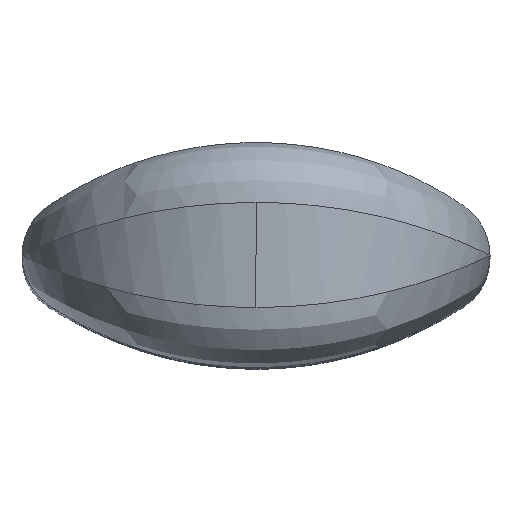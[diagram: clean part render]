
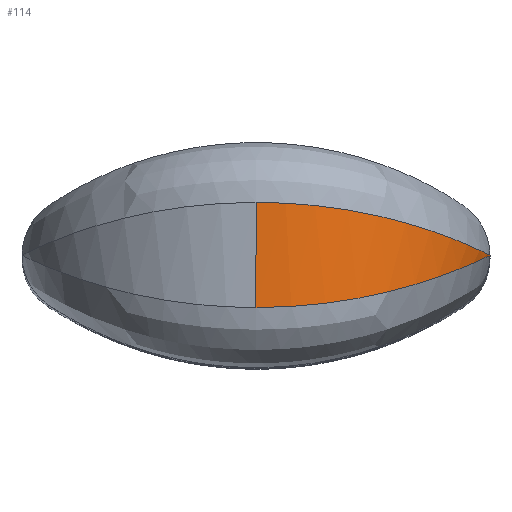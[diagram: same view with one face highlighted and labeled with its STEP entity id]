
A CAD part, top view. The second image highlights one B-rep face of the part: STEP entity #114.
In plain terms, the highlighted cylindrical face has radius 12.5 mm (diameter 25 mm), a partial arc.
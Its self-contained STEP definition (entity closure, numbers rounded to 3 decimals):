
#114=ADVANCED_FACE('NONE',(#260),#261,.T.);
#260=FACE_OUTER_BOUND('',#749,.T.);
#261=CYLINDRICAL_SURFACE('',#750,12.5);
#749=EDGE_LOOP('',(#2157,#2158,#2159));
#750=AXIS2_PLACEMENT_3D('',#2160,#2161,#2162);
#2157=ORIENTED_EDGE('',*,*,#2441,.F.);
#2158=ORIENTED_EDGE('',*,*,#2478,.T.);
#2159=ORIENTED_EDGE('',*,*,#2479,.T.);
#2160=CARTESIAN_POINT('',(0.0,-8.0,-12.5));
#2161=DIRECTION('',(0.0,-1.0,0.0));
#2162=DIRECTION('',(0.0,0.0,1.0));
#2441=EDGE_CURVE('NONE',#2640,#2642,#2643,.T.);
#2478=EDGE_CURVE('NONE',#2640,#2646,#2695,.T.);
#2479=EDGE_CURVE('NONE',#2646,#2642,#2696,.T.);
#2640=VERTEX_POINT('NONE',#3185);
#2642=VERTEX_POINT('NONE',#3212);
#2643=LINE('',#3213,#3214);
#2646=VERTEX_POINT('NONE',#3242);
#2695=B_SPLINE_CURVE_WITH_KNOTS('',3,(#3655,#3656,#3657,#3658,#3659,#3660,#3661,#3662,#3663,#3664,#3665,#3666,#3667,#3668,#3669,#3670,#3671,#3672,#3673,#3674,#3675,#3676,#3677,#3678,#3679,#3680),.UNSPECIFIED.,.F.,.F.,(4,2,2,2,2,2,2,2,2,2,2,2,4),(0.02,0.021,0.022,0.023,0.025,0.027,0.028,0.03,0.032,0.033,0.035,0.037,0.04),.UNSPECIFIED.);
#2696=B_SPLINE_CURVE_WITH_KNOTS('',3,(#3681,#3682,#3683,#3684,#3685,#3686,#3687,#3688,#3689,#3690,#3691,#3692,#3693,#3694,#3695,#3696,#3697,#3698,#3699,#3700,#3701,#3702,#3703,#3704,#3705,#3706),.UNSPECIFIED.,.F.,.F.,(4,2,2,2,2,2,2,2,2,2,2,2,4),(0.,0.002,0.004,0.005,0.007,0.009,0.01,0.011,0.012,0.015,0.016,0.017,0.02),.UNSPECIFIED.);
#3185=CARTESIAN_POINT('',(0.,-2.809,0.));
#3212=CARTESIAN_POINT('',(0.,2.809,0.));
#3213=CARTESIAN_POINT('',(0.0,-8.0,0.0));
#3214=VECTOR('',#4129,1000.0);
#3242=CARTESIAN_POINT('',(12.5,0.0,-12.5));
#3655=CARTESIAN_POINT('',(0.,-2.809,0.));
#3656=CARTESIAN_POINT('',(0.413,-2.809,0.));
#3657=CARTESIAN_POINT('',(0.831,-2.8,-0.021));
#3658=CARTESIAN_POINT('',(1.659,-2.766,-0.104));
#3659=CARTESIAN_POINT('',(2.067,-2.741,-0.165));
#3660=CARTESIAN_POINT('',(2.873,-2.675,-0.328));
#3661=CARTESIAN_POINT('',(3.27,-2.634,-0.428));
#3662=CARTESIAN_POINT('',(4.055,-2.538,-0.669));
#3663=CARTESIAN_POINT('',(4.443,-2.483,-0.809));
#3664=CARTESIAN_POINT('',(5.585,-2.297,-1.286));
#3665=CARTESIAN_POINT('',(6.299,-2.151,-1.673));
#3666=CARTESIAN_POINT('',(7.308,-1.907,-2.35));
#3667=CARTESIAN_POINT('',(7.633,-1.822,-2.593));
#3668=CARTESIAN_POINT('',(8.262,-1.646,-3.111));
#3669=CARTESIAN_POINT('',(8.563,-1.556,-3.384));
#3670=CARTESIAN_POINT('',(9.417,-1.285,-4.241));
#3671=CARTESIAN_POINT('',(9.928,-1.103,-4.861));
#3672=CARTESIAN_POINT('',(10.605,-0.842,-5.871));
#3673=CARTESIAN_POINT('',(10.817,-0.757,-6.223));
#3674=CARTESIAN_POINT('',(11.202,-0.597,-6.939));
#3675=CARTESIAN_POINT('',(11.377,-0.521,-7.305));
#3676=CARTESIAN_POINT('',(11.846,-0.314,-8.427));
#3677=CARTESIAN_POINT('',(12.087,-0.2,-9.206));
#3678=CARTESIAN_POINT('',(12.417,-0.042,-10.835));
#3679=CARTESIAN_POINT('',(12.5,0.,-11.664));
#3680=CARTESIAN_POINT('',(12.5,0.0,-12.5));
#3681=CARTESIAN_POINT('',(12.5,0.0,-12.5));
#3682=CARTESIAN_POINT('',(12.5,0.,-11.663));
#3683=CARTESIAN_POINT('',(12.417,0.042,-10.842));
#3684=CARTESIAN_POINT('',(12.174,0.158,-9.634));
#3685=CARTESIAN_POINT('',(12.073,0.206,-9.235));
#3686=CARTESIAN_POINT('',(11.831,0.319,-8.445));
#3687=CARTESIAN_POINT('',(11.69,0.383,-8.056));
#3688=CARTESIAN_POINT('',(11.218,0.592,-6.926));
#3689=CARTESIAN_POINT('',(10.834,0.754,-6.212));
#3690=CARTESIAN_POINT('',(10.155,1.016,-5.199));
#3691=CARTESIAN_POINT('',(9.91,1.106,-4.871));
#3692=CARTESIAN_POINT('',(9.395,1.287,-4.245));
#3693=CARTESIAN_POINT('',(9.124,1.378,-3.947));
#3694=CARTESIAN_POINT('',(8.555,1.558,-3.377));
#3695=CARTESIAN_POINT('',(8.257,1.648,-3.106));
#3696=CARTESIAN_POINT('',(7.632,1.822,-2.592));
#3697=CARTESIAN_POINT('',(7.303,1.908,-2.347));
#3698=CARTESIAN_POINT('',(6.285,2.154,-1.664));
#3699=CARTESIAN_POINT('',(5.57,2.3,-1.28));
#3700=CARTESIAN_POINT('',(4.442,2.483,-0.809));
#3701=CARTESIAN_POINT('',(4.057,2.538,-0.67));
#3702=CARTESIAN_POINT('',(3.267,2.635,-0.428));
#3703=CARTESIAN_POINT('',(2.862,2.676,-0.325));
#3704=CARTESIAN_POINT('',(1.647,2.775,-0.081));
#3705=CARTESIAN_POINT('',(0.828,2.809,0.));
#3706=CARTESIAN_POINT('',(0.,2.809,0.));
#4129=DIRECTION('',(-0.0,1.0,-0.0));
